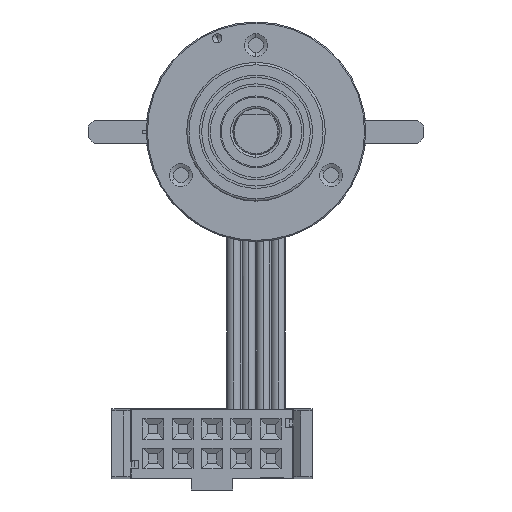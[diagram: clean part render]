
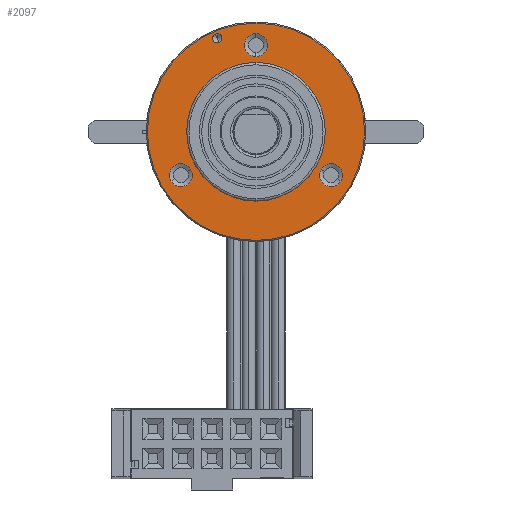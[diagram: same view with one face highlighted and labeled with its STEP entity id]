
A CAD part, left-side view. The second image highlights one B-rep face of the part: STEP entity #2097.
In plain terms, the highlighted planar face has unit normal (-1, 0, 0).
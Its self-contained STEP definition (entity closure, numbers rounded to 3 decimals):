
#2097=ADVANCED_FACE('',(#5249,#5250,#5251,#5252,#5253,#5254),#5255,.T.);
#5249=FACE_BOUND('',#9632,.T.);
#5250=FACE_OUTER_BOUND('',#9633,.T.);
#5251=FACE_BOUND('',#9634,.T.);
#5252=FACE_BOUND('',#9635,.T.);
#5253=FACE_BOUND('',#9636,.T.);
#5254=FACE_BOUND('',#9637,.T.);
#5255=PLANE('',#9638);
#9632=EDGE_LOOP('',(#14910,#14911));
#9633=EDGE_LOOP('',(#14912,#14913));
#9634=EDGE_LOOP('',(#14914,#14915));
#9635=EDGE_LOOP('',(#14916,#14917));
#9636=EDGE_LOOP('',(#14918,#14919));
#9637=EDGE_LOOP('',(#14920,#14921));
#9638=AXIS2_PLACEMENT_3D('',#14922,#14923,#14924);
#14910=ORIENTED_EDGE('',*,*,#27374,.F.);
#14911=ORIENTED_EDGE('',*,*,#27085,.F.);
#14912=ORIENTED_EDGE('',*,*,#27094,.T.);
#14913=ORIENTED_EDGE('',*,*,#27375,.T.);
#14914=ORIENTED_EDGE('',*,*,#27108,.T.);
#14915=ORIENTED_EDGE('',*,*,#27371,.T.);
#14916=ORIENTED_EDGE('',*,*,#27117,.T.);
#14917=ORIENTED_EDGE('',*,*,#27367,.T.);
#14918=ORIENTED_EDGE('',*,*,#27174,.T.);
#14919=ORIENTED_EDGE('',*,*,#27337,.T.);
#14920=ORIENTED_EDGE('',*,*,#27231,.T.);
#14921=ORIENTED_EDGE('',*,*,#27307,.T.);
#14922=CARTESIAN_POINT('',(0.0,0.0,7.75));
#14923=DIRECTION('',(-1.0,0.0,0.0));
#14924=DIRECTION('',(0.0,0.0,1.0));
#27085=EDGE_CURVE('',#32482,#32478,#32484,.T.);
#27094=EDGE_CURVE('',#32495,#32497,#32499,.T.);
#27108=EDGE_CURVE('',#32515,#32518,#32520,.T.);
#27117=EDGE_CURVE('',#32531,#32533,#32535,.T.);
#27174=EDGE_CURVE('',#32618,#32620,#32622,.T.);
#27231=EDGE_CURVE('',#32705,#32707,#32709,.T.);
#27307=EDGE_CURVE('',#32707,#32705,#32809,.T.);
#27337=EDGE_CURVE('',#32620,#32618,#32839,.T.);
#27367=EDGE_CURVE('',#32533,#32531,#32869,.T.);
#27371=EDGE_CURVE('',#32518,#32515,#32873,.T.);
#27374=EDGE_CURVE('',#32478,#32482,#32876,.T.);
#27375=EDGE_CURVE('',#32497,#32495,#32877,.T.);
#32478=VERTEX_POINT('',#40313);
#32482=VERTEX_POINT('',#40318);
#32484=CIRCLE('',#40321,6.0);
#32495=VERTEX_POINT('',#40334);
#32497=VERTEX_POINT('',#40337);
#32499=CIRCLE('',#40340,9.4);
#32515=VERTEX_POINT('',#40360);
#32518=VERTEX_POINT('',#40364);
#32520=CIRCLE('',#40367,0.4);
#32531=VERTEX_POINT('',#40380);
#32533=VERTEX_POINT('',#40383);
#32535=CIRCLE('',#40386,1.0);
#32618=VERTEX_POINT('',#40495);
#32620=VERTEX_POINT('',#40498);
#32622=CIRCLE('',#40501,1.0);
#32705=VERTEX_POINT('',#40610);
#32707=VERTEX_POINT('',#40613);
#32709=CIRCLE('',#40616,1.0);
#32809=CIRCLE('',#40740,1.0);
#32839=CIRCLE('',#40770,1.0);
#32869=CIRCLE('',#40800,1.0);
#32873=CIRCLE('',#40804,0.4);
#32876=CIRCLE('',#40807,6.0);
#32877=CIRCLE('',#40808,9.4);
#40313=CARTESIAN_POINT('',(0.0,0.0,6.0));
#40318=CARTESIAN_POINT('',(0.0,0.,-6.0));
#40321=AXIS2_PLACEMENT_3D('',#51671,#51672,#51673);
#40334=CARTESIAN_POINT('',(0.0,0.0,9.4));
#40337=CARTESIAN_POINT('',(0.0,0.,-9.4));
#40340=AXIS2_PLACEMENT_3D('',#51684,#51685,#51686);
#40360=CARTESIAN_POINT('',(0.0,3.502,8.453));
#40364=CARTESIAN_POINT('',(0.0,3.195,7.714));
#40367=AXIS2_PLACEMENT_3D('',#51705,#51706,#51707);
#40380=CARTESIAN_POINT('',(0.,-7.361,-4.25));
#40383=CARTESIAN_POINT('',(0.,-5.629,-3.25));
#40386=AXIS2_PLACEMENT_3D('',#51718,#51719,#51720);
#40495=CARTESIAN_POINT('',(0.0,0.0,8.5));
#40498=CARTESIAN_POINT('',(0.0,0.,6.5));
#40501=AXIS2_PLACEMENT_3D('',#51791,#51792,#51793);
#40610=CARTESIAN_POINT('',(0.,7.361,-4.25));
#40613=CARTESIAN_POINT('',(0.,5.629,-3.25));
#40616=AXIS2_PLACEMENT_3D('',#51864,#51865,#51866);
#40740=AXIS2_PLACEMENT_3D('',#51966,#51967,#51968);
#40770=AXIS2_PLACEMENT_3D('',#52011,#52012,#52013);
#40800=AXIS2_PLACEMENT_3D('',#52056,#52057,#52058);
#40804=AXIS2_PLACEMENT_3D('',#52062,#52063,#52064);
#40807=AXIS2_PLACEMENT_3D('',#52065,#52066,#52067);
#40808=AXIS2_PLACEMENT_3D('',#52068,#52069,#52070);
#51671=CARTESIAN_POINT('',(0.0,0.0,0.0));
#51672=DIRECTION('',(-1.0,0.0,0.0));
#51673=DIRECTION('',(0.0,0.0,1.0));
#51684=CARTESIAN_POINT('',(0.0,0.0,0.0));
#51685=DIRECTION('',(-1.0,0.0,0.0));
#51686=DIRECTION('',(0.0,0.0,1.0));
#51705=CARTESIAN_POINT('',(0.0,3.348,8.084));
#51706=DIRECTION('',(1.0,0.0,-0.0));
#51707=DIRECTION('',(0.0,0.383,0.924));
#51718=CARTESIAN_POINT('',(0.,-6.495,-3.75));
#51719=DIRECTION('',(1.0,0.0,0.0));
#51720=DIRECTION('',(0.0,-0.866,-0.5));
#51791=CARTESIAN_POINT('',(0.0,0.0,7.5));
#51792=DIRECTION('',(1.0,0.0,-0.0));
#51793=DIRECTION('',(0.0,0.0,1.0));
#51864=CARTESIAN_POINT('',(0.,6.495,-3.75));
#51865=DIRECTION('',(1.0,-0.0,0.0));
#51866=DIRECTION('',(0.0,0.866,-0.5));
#51966=CARTESIAN_POINT('',(0.,6.495,-3.75));
#51967=DIRECTION('',(1.0,-0.0,0.0));
#51968=DIRECTION('',(0.0,0.866,-0.5));
#52011=CARTESIAN_POINT('',(0.0,0.0,7.5));
#52012=DIRECTION('',(1.0,0.0,-0.0));
#52013=DIRECTION('',(0.0,0.0,1.0));
#52056=CARTESIAN_POINT('',(0.,-6.495,-3.75));
#52057=DIRECTION('',(1.0,0.0,0.0));
#52058=DIRECTION('',(0.0,-0.866,-0.5));
#52062=CARTESIAN_POINT('',(0.0,3.348,8.084));
#52063=DIRECTION('',(1.0,0.0,-0.0));
#52064=DIRECTION('',(0.0,0.383,0.924));
#52065=CARTESIAN_POINT('',(0.0,0.0,0.0));
#52066=DIRECTION('',(-1.0,0.0,0.0));
#52067=DIRECTION('',(0.0,0.0,1.0));
#52068=CARTESIAN_POINT('',(0.0,0.0,0.0));
#52069=DIRECTION('',(-1.0,0.0,0.0));
#52070=DIRECTION('',(0.0,0.0,1.0));
